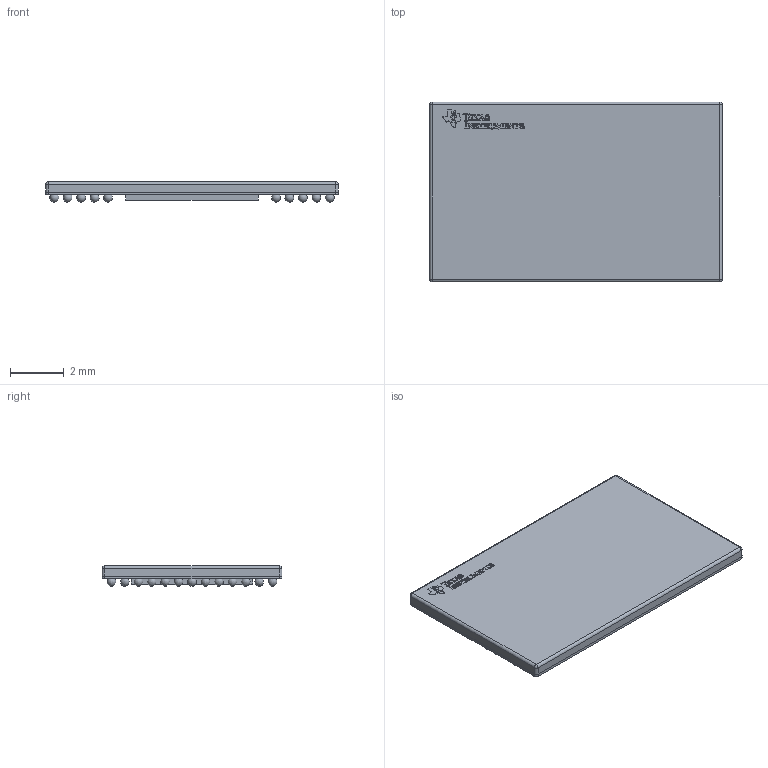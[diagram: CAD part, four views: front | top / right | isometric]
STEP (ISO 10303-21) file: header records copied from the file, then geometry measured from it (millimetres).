
FILE_DESCRIPTION(/* description */ (''),/* implementation_level */ '2;1');
FILE_NAME(/* name */ '1.stp',/* time_stamp */ '2023-08-07T14:50:13+03:00',/* author */ ('Kareem'),/* organization */ (''),/* preprocessor_version */ 'ST-DEVELOPER v15.6',/* originating_system */ 'Autodesk Inventor 2015',/* authorisation */ '');
FILE_SCHEMA (('AUTOMOTIVE_DESIGN { 1 0 10303 214 3 1 1 }'));
Products named in the file (6): 1; 2; Part324; Part325; Texas Logo Yury
Bounding box: 10.9 x 6.7 x 0.76 mm (x, y, z)
Volume: 41.7 mm3; surface area: 393.8 mm2
Topology: 122 solids, 122 shells, 555 faces, 1527 edges, 1014 vertices
Faces by surface type: plane 272, bspline 166, sphere 105, cylinder 12
Entity records: 17909 total; most frequent: CARTESIAN_POINT 5567, ORIENTED_EDGE 2650, DIRECTION 1918, EDGE_CURVE 1325, VERTEX_POINT 1014, LINE 868, VECTOR 868, EDGE_LOOP 559
